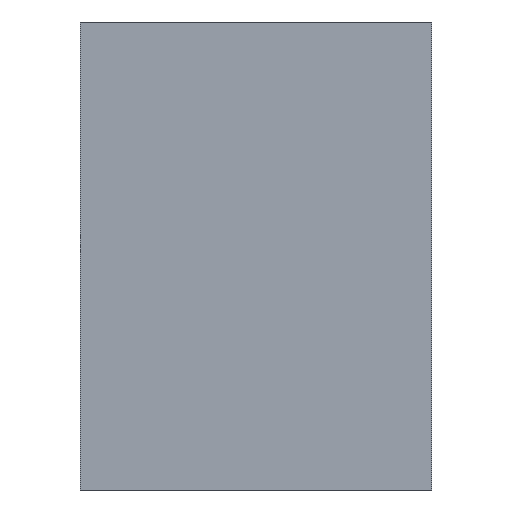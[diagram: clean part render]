
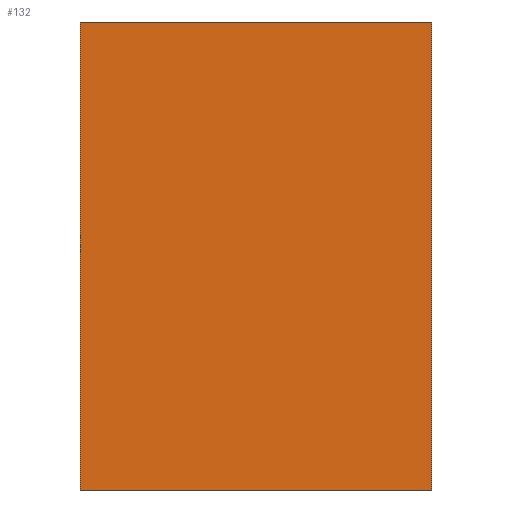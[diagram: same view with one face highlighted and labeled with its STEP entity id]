
A CAD part, front view. The second image highlights one B-rep face of the part: STEP entity #132.
In plain terms, the highlighted planar face has unit normal (0, -1, 0).
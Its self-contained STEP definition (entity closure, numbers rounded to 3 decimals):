
#21=PLANE('',#156);
#31=FACE_OUTER_BOUND('',#40,.T.);
#40=EDGE_LOOP('',(#120,#121,#122,#123));
#42=LINE('',#203,#55);
#46=LINE('',#211,#59);
#49=LINE('',#217,#62);
#52=LINE('',#222,#65);
#55=VECTOR('',#170,10.);
#59=VECTOR('',#176,10.);
#62=VECTOR('',#181,10.);
#65=VECTOR('',#186,10.);
#71=VERTEX_POINT('',#201);
#72=VERTEX_POINT('',#202);
#75=VERTEX_POINT('',#210);
#77=VERTEX_POINT('',#216);
#82=EDGE_CURVE('',#71,#72,#42,.T.);
#86=EDGE_CURVE('',#75,#71,#46,.T.);
#89=EDGE_CURVE('',#77,#75,#49,.T.);
#92=EDGE_CURVE('',#72,#77,#52,.T.);
#120=ORIENTED_EDGE('',*,*,#92,.F.);
#121=ORIENTED_EDGE('',*,*,#82,.F.);
#122=ORIENTED_EDGE('',*,*,#86,.F.);
#123=ORIENTED_EDGE('',*,*,#89,.F.);
#132=ADVANCED_FACE('',(#31),#21,.F.);
#156=AXIS2_PLACEMENT_3D('',#225,#190,#191);
#170=DIRECTION('',(1.,0.,0.));
#176=DIRECTION('',(0.,0.,1.));
#181=DIRECTION('',(-1.,0.,0.));
#186=DIRECTION('',(0.,0.,-1.));
#190=DIRECTION('center_axis',(0.,1.,0.));
#191=DIRECTION('ref_axis',(1.,0.,0.));
#201=CARTESIAN_POINT('',(-1.5,0.,2.));
#202=CARTESIAN_POINT('',(1.5,0.,2.));
#203=CARTESIAN_POINT('',(-1.5,0.,2.));
#210=CARTESIAN_POINT('',(-1.5,0.,-2.));
#211=CARTESIAN_POINT('',(-1.5,0.,-2.));
#216=CARTESIAN_POINT('',(1.5,0.,-2.));
#217=CARTESIAN_POINT('',(1.5,0.,-2.));
#222=CARTESIAN_POINT('',(1.5,0.,2.));
#225=CARTESIAN_POINT('Origin',(0.,0.,0.));
